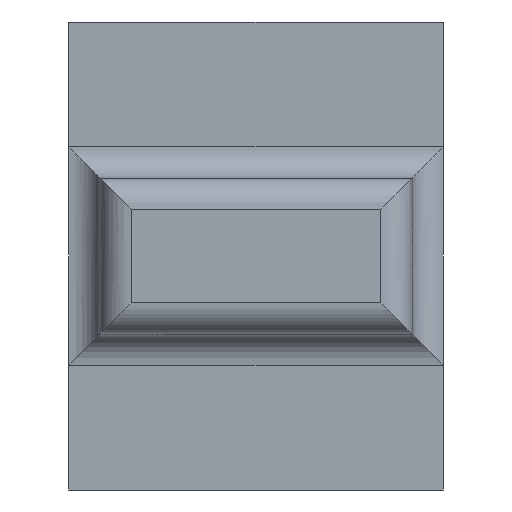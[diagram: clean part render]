
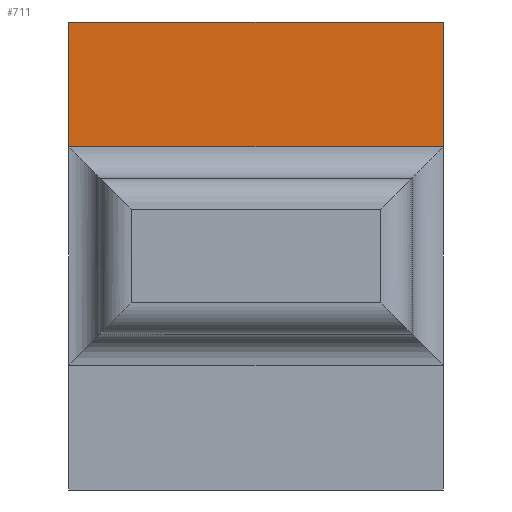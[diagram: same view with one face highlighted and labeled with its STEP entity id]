
A CAD part, front view. The second image highlights one B-rep face of the part: STEP entity #711.
In plain terms, the highlighted planar face has unit normal (0, -1, 0).
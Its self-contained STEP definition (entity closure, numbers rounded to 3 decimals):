
#21 = VERTEX_POINT ( 'NONE', #620 ) ;
#32 = ORIENTED_EDGE ( 'NONE', *, *, #736, .F. ) ;
#127 = VECTOR ( 'NONE', #1061, 1000. ) ;
#154 = CARTESIAN_POINT ( 'NONE',  ( 6.381, 0., 15. ) ) ;
#171 = CARTESIAN_POINT ( 'NONE',  ( -5.619, 0., 15. ) ) ;
#183 = EDGE_CURVE ( 'NONE', #652, #530, #958, .T. ) ;
#223 = DIRECTION ( 'NONE',  ( 0., 0., -1. ) ) ;
#231 = PLANE ( 'NONE',  #1019 ) ;
#244 = VERTEX_POINT ( 'NONE', #571 ) ;
#266 = ORIENTED_EDGE ( 'NONE', *, *, #806, .T. ) ;
#328 = FACE_OUTER_BOUND ( 'NONE', #835, .T. ) ;
#402 = CARTESIAN_POINT ( 'NONE',  ( 5.381, 0., 11. ) ) ;
#413 = VECTOR ( 'NONE', #739, 1000. ) ;
#480 = LINE ( 'NONE', #171, #413 ) ;
#499 = CARTESIAN_POINT ( 'NONE',  ( -5.619, 0., 15. ) ) ;
#530 = VERTEX_POINT ( 'NONE', #550 ) ;
#550 = CARTESIAN_POINT ( 'NONE',  ( 6.381, 0., 11. ) ) ;
#571 = CARTESIAN_POINT ( 'NONE',  ( -5.619, 0., 11. ) ) ;
#616 = ORIENTED_EDGE ( 'NONE', *, *, #183, .F. ) ;
#620 = CARTESIAN_POINT ( 'NONE',  ( -5.619, 0., 15. ) ) ;
#648 = DIRECTION ( 'NONE',  ( 0., 0., 1. ) ) ;
#652 = VERTEX_POINT ( 'NONE', #154 ) ;
#678 = VECTOR ( 'NONE', #1025, 1000. ) ;
#711 = ADVANCED_FACE ( 'NONE', ( #328 ), #231, .F. ) ;
#725 = LINE ( 'NONE', #402, #127 ) ;
#736 = EDGE_CURVE ( 'NONE', #21, #652, #480, .T. ) ;
#739 = DIRECTION ( 'NONE',  ( 1., 0., 0. ) ) ;
#806 = EDGE_CURVE ( 'NONE', #244, #530, #725, .T. ) ;
#835 = EDGE_LOOP ( 'NONE', ( #266, #616, #32, #873 ) ) ;
#873 = ORIENTED_EDGE ( 'NONE', *, *, #893, .T. ) ;
#880 = CARTESIAN_POINT ( 'NONE',  ( 6.381, 0., 15. ) ) ;
#893 = EDGE_CURVE ( 'NONE', #21, #244, #931, .T. ) ;
#926 = VECTOR ( 'NONE', #223, 1000. ) ;
#931 = LINE ( 'NONE', #499, #678 ) ;
#958 = LINE ( 'NONE', #880, #926 ) ;
#1019 = AXIS2_PLACEMENT_3D ( 'NONE', #1068, #1074, #648 ) ;
#1025 = DIRECTION ( 'NONE',  ( 0., 0., -1. ) ) ;
#1061 = DIRECTION ( 'NONE',  ( 1., 0., 0. ) ) ;
#1068 = CARTESIAN_POINT ( 'NONE',  ( -5.619, 0., 15. ) ) ;
#1074 = DIRECTION ( 'NONE',  ( 0., 1., 0. ) ) ;
